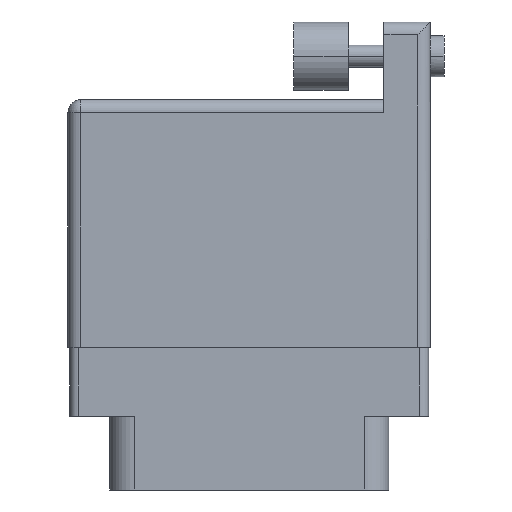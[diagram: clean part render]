
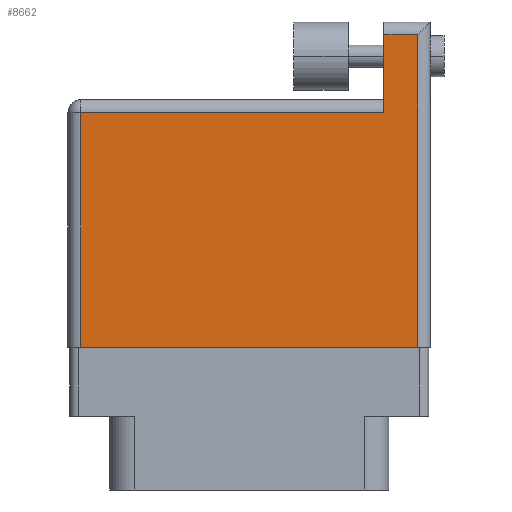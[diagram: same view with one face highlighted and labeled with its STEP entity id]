
A CAD part, front view. The second image highlights one B-rep face of the part: STEP entity #8662.
In plain terms, the highlighted face is planar.
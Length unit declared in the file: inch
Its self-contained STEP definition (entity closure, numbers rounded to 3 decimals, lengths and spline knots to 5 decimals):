
#243 = ORIENTED_EDGE ( 'NONE', *, *, #4304, .T. ) ;
#382 = VERTEX_POINT ( 'NONE', #3340 ) ;
#744 = CARTESIAN_POINT ( 'NONE',  ( 1.155, 1.143, 0. ) ) ;
#1453 = DIRECTION ( 'NONE',  ( 0., -1., 0. ) ) ;
#1471 = CARTESIAN_POINT ( 'NONE',  ( 0., 0.906, 0. ) ) ;
#1600 = VERTEX_POINT ( 'NONE', #16223 ) ;
#2063 = EDGE_CURVE ( 'NONE', #382, #1600, #4007, .T. ) ;
#2783 = CARTESIAN_POINT ( 'NONE',  ( 0., 0.859, 0. ) ) ;
#3340 = CARTESIAN_POINT ( 'NONE',  ( 0.047, 0., 0. ) ) ;
#3554 = VECTOR ( 'NONE', #5427, 39.37008 ) ;
#3804 = LINE ( 'NONE', #18935, #3554 ) ;
#4007 = LINE ( 'NONE', #4576, #20109 ) ;
#4078 = DIRECTION ( 'NONE',  ( -1., 0., 0. ) ) ;
#4304 = EDGE_CURVE ( 'NONE', #1600, #17582, #3804, .T. ) ;
#4576 = CARTESIAN_POINT ( 'NONE',  ( 0., 0., 0. ) ) ;
#4635 = VERTEX_POINT ( 'NONE', #10064 ) ;
#5261 = CARTESIAN_POINT ( 'NONE',  ( 0.047, 0.859, 0. ) ) ;
#5427 = DIRECTION ( 'NONE',  ( 0., 1., 0. ) ) ;
#5735 = EDGE_CURVE ( 'NONE', #17582, #4635, #5864, .T. ) ;
#5788 = ORIENTED_EDGE ( 'NONE', *, *, #7443, .T. ) ;
#5864 = LINE ( 'NONE', #744, #6665 ) ;
#6119 = DIRECTION ( 'NONE',  ( 1., 0., 0. ) ) ;
#6665 = VECTOR ( 'NONE', #4078, 39.37008 ) ;
#7059 = LINE ( 'NONE', #2783, #17085 ) ;
#7443 = EDGE_CURVE ( 'NONE', #20888, #382, #15296, .T. ) ;
#8015 = CARTESIAN_POINT ( 'NONE',  ( 1.278, 1.143, 0. ) ) ;
#8656 = EDGE_LOOP ( 'NONE', ( #13645, #243, #11064, #21226, #12827, #5788 ) ) ;
#8662 = ADVANCED_FACE ( 'NONE', ( #20007 ), #13361, .F. ) ;
#9629 = EDGE_CURVE ( 'NONE', #19035, #20888, #7059, .T. ) ;
#10064 = CARTESIAN_POINT ( 'NONE',  ( 1.155, 1.143, 0. ) ) ;
#11064 = ORIENTED_EDGE ( 'NONE', *, *, #5735, .T. ) ;
#11676 = AXIS2_PLACEMENT_3D ( 'NONE', #1471, #20159, #15069 ) ;
#11885 = DIRECTION ( 'NONE',  ( 0., -1., 0. ) ) ;
#12827 = ORIENTED_EDGE ( 'NONE', *, *, #9629, .T. ) ;
#13361 = PLANE ( 'NONE',  #11676 ) ;
#13645 = ORIENTED_EDGE ( 'NONE', *, *, #2063, .T. ) ;
#15069 = DIRECTION ( 'NONE',  ( -1., 0., 0. ) ) ;
#15296 = LINE ( 'NONE', #20247, #16617 ) ;
#15365 = LINE ( 'NONE', #16749, #20132 ) ;
#16223 = CARTESIAN_POINT ( 'NONE',  ( 1.278, 0., 0. ) ) ;
#16256 = CARTESIAN_POINT ( 'NONE',  ( 1.155, 0.859, 0. ) ) ;
#16617 = VECTOR ( 'NONE', #11885, 39.37008 ) ;
#16749 = CARTESIAN_POINT ( 'NONE',  ( 1.155, 1.19, 0. ) ) ;
#16988 = EDGE_CURVE ( 'NONE', #4635, #19035, #15365, .T. ) ;
#17085 = VECTOR ( 'NONE', #18156, 39.37008 ) ;
#17582 = VERTEX_POINT ( 'NONE', #8015 ) ;
#18156 = DIRECTION ( 'NONE',  ( -1., 0., 0. ) ) ;
#18935 = CARTESIAN_POINT ( 'NONE',  ( 1.278, 1.19, 0. ) ) ;
#19035 = VERTEX_POINT ( 'NONE', #16256 ) ;
#20007 = FACE_OUTER_BOUND ( 'NONE', #8656, .T. ) ;
#20109 = VECTOR ( 'NONE', #6119, 39.37008 ) ;
#20132 = VECTOR ( 'NONE', #1453, 39.37008 ) ;
#20159 = DIRECTION ( 'NONE',  ( 0., 0., -1. ) ) ;
#20247 = CARTESIAN_POINT ( 'NONE',  ( 0.047, 0., 0. ) ) ;
#20888 = VERTEX_POINT ( 'NONE', #5261 ) ;
#21226 = ORIENTED_EDGE ( 'NONE', *, *, #16988, .T. ) ;
